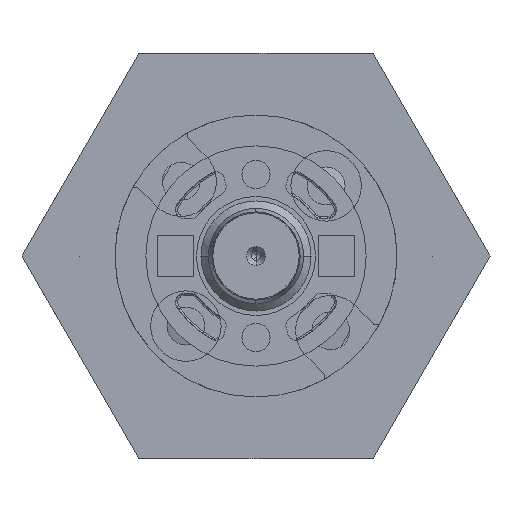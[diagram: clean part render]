
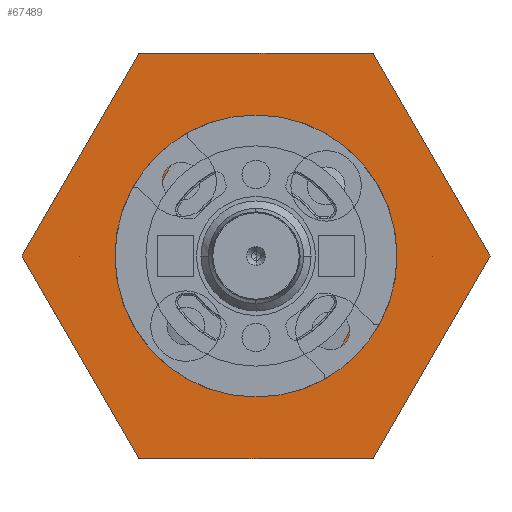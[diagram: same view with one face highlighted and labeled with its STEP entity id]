
A CAD part, left-side view. The second image highlights one B-rep face of the part: STEP entity #67489.
In plain terms, the highlighted planar face has unit normal (-1, 0, 0).
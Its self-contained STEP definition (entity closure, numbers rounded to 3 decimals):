
#57929 = DIRECTION ( 'NONE',  ( 0., 0.5, -0.866 ) ) ;
#57930 = VECTOR ( 'NONE', #57929, 1000. ) ;
#57931 = CARTESIAN_POINT ( 'NONE',  ( 0., 26.558, 0. ) ) ;
#57932 = LINE ( 'NONE', #57931, #57930 ) ;
#57933 = DIRECTION ( 'NONE',  ( 0., 1., 0. ) ) ;
#57934 = DIRECTION ( 'NONE',  ( 1., 0., 0. ) ) ;
#57935 = CARTESIAN_POINT ( 'NONE',  ( 0., 0., 0. ) ) ;
#57936 = AXIS2_PLACEMENT_3D ( 'NONE', #57935, #57934, #57933 ) ;
#57937 = CIRCLE ( 'NONE', #57936, 12.5 ) ;
#57938 = CARTESIAN_POINT ( 'NONE',  ( 0., 13.279, -23. ) ) ;
#57940 = CARTESIAN_POINT ( 'NONE',  ( 0., 26.558, 0. ) ) ;
#57951 = DIRECTION ( 'NONE',  ( 0., -1., 0. ) ) ;
#57952 = DIRECTION ( 'NONE',  ( -1., 0., 0. ) ) ;
#57953 = CARTESIAN_POINT ( 'NONE',  ( 0., 27., 0. ) ) ;
#57954 = AXIS2_PLACEMENT_3D ( 'NONE', #57953, #57952, #57951 ) ;
#57955 = PLANE ( 'NONE',  #57954 ) ;
#57956 = FACE_OUTER_BOUND ( 'NONE', #67487, .T. ) ;
#57957 = FACE_BOUND ( 'NONE', #67494, .T. ) ;
#57968 = CARTESIAN_POINT ( 'NONE',  ( 0., -13.279, -23. ) ) ;
#57969 = CARTESIAN_POINT ( 'NONE',  ( 0., -26.558, 0. ) ) ;
#57970 = DIRECTION ( 'NONE',  ( 0., -0.5, 0.866 ) ) ;
#57971 = VECTOR ( 'NONE', #57970, 1000. ) ;
#57972 = CARTESIAN_POINT ( 'NONE',  ( 0., -13.279, -23. ) ) ;
#57973 = LINE ( 'NONE', #57972, #57971 ) ;
#57994 = CARTESIAN_POINT ( 'NONE',  ( 0., 13.279, 23. ) ) ;
#57998 = DIRECTION ( 'NONE',  ( 0., -0.5, -0.866 ) ) ;
#57999 = VECTOR ( 'NONE', #57998, 1000. ) ;
#58000 = CARTESIAN_POINT ( 'NONE',  ( 0., 13.279, -23. ) ) ;
#58001 = LINE ( 'NONE', #58000, #57999 ) ;
#58002 = DIRECTION ( 'NONE',  ( 0., -1., 0. ) ) ;
#58003 = VECTOR ( 'NONE', #58002, 1000. ) ;
#58004 = CARTESIAN_POINT ( 'NONE',  ( 0., 13.279, -23. ) ) ;
#58005 = LINE ( 'NONE', #58004, #58003 ) ;
#58012 = CARTESIAN_POINT ( 'NONE',  ( 0., -13.279, 23. ) ) ;
#58020 = DIRECTION ( 'NONE',  ( 0., 0.5, 0.866 ) ) ;
#58021 = VECTOR ( 'NONE', #58020, 1000. ) ;
#58022 = CARTESIAN_POINT ( 'NONE',  ( 0., -26.558, 0. ) ) ;
#58027 = LINE ( 'NONE', #58022, #58021 ) ;
#58087 = DIRECTION ( 'NONE',  ( 0., 1., 0. ) ) ;
#58088 = VECTOR ( 'NONE', #58087, 1000. ) ;
#58089 = CARTESIAN_POINT ( 'NONE',  ( 0., 13.279, 23. ) ) ;
#58090 = LINE ( 'NONE', #58089, #58088 ) ;
#58120 = CARTESIAN_POINT ( 'NONE',  ( 0., 12.5, 0. ) ) ;
#58147 = CARTESIAN_POINT ( 'NONE',  ( 0., -12.5, 0. ) ) ;
#58148 = DIRECTION ( 'NONE',  ( 0., 1., 0. ) ) ;
#58149 = DIRECTION ( 'NONE',  ( 1., 0., 0. ) ) ;
#58150 = CARTESIAN_POINT ( 'NONE',  ( 0., 0., 0. ) ) ;
#58151 = AXIS2_PLACEMENT_3D ( 'NONE', #58150, #58149, #58148 ) ;
#58152 = CIRCLE ( 'NONE', #58151, 12.5 ) ;
#67487 = EDGE_LOOP ( 'NONE', ( #67531, #67526, #67541, #67505, #67502, #67546 ) ) ;
#67489 = ADVANCED_FACE ( 'NONE', ( #57957, #57956 ), #57955, .T. ) ;
#67493 = VERTEX_POINT ( 'NONE', #57940 ) ;
#67494 = EDGE_LOOP ( 'NONE', ( #67498, #67503 ) ) ;
#67498 = ORIENTED_EDGE ( 'NONE', *, *, #67596, .T. ) ;
#67500 = VERTEX_POINT ( 'NONE', #57938 ) ;
#67501 = EDGE_CURVE ( 'NONE', #67597, #67587, #57937, .T. ) ;
#67502 = ORIENTED_EDGE ( 'NONE', *, *, #67547, .T. ) ;
#67503 = ORIENTED_EDGE ( 'NONE', *, *, #67501, .T. ) ;
#67504 = EDGE_CURVE ( 'NONE', #67514, #67493, #57932, .T. ) ;
#67505 = ORIENTED_EDGE ( 'NONE', *, *, #67504, .T. ) ;
#67514 = VERTEX_POINT ( 'NONE', #57994 ) ;
#67525 = EDGE_CURVE ( 'NONE', #67528, #67527, #57973, .T. ) ;
#67526 = ORIENTED_EDGE ( 'NONE', *, *, #67538, .T. ) ;
#67527 = VERTEX_POINT ( 'NONE', #57969 ) ;
#67528 = VERTEX_POINT ( 'NONE', #57968 ) ;
#67531 = ORIENTED_EDGE ( 'NONE', *, *, #67525, .T. ) ;
#67538 = EDGE_CURVE ( 'NONE', #67527, #67540, #58027, .T. ) ;
#67540 = VERTEX_POINT ( 'NONE', #58012 ) ;
#67541 = ORIENTED_EDGE ( 'NONE', *, *, #67567, .T. ) ;
#67545 = EDGE_CURVE ( 'NONE', #67500, #67528, #58005, .T. ) ;
#67546 = ORIENTED_EDGE ( 'NONE', *, *, #67545, .T. ) ;
#67547 = EDGE_CURVE ( 'NONE', #67493, #67500, #58001, .T. ) ;
#67567 = EDGE_CURVE ( 'NONE', #67540, #67514, #58090, .T. ) ;
#67587 = VERTEX_POINT ( 'NONE', #58120 ) ;
#67596 = EDGE_CURVE ( 'NONE', #67587, #67597, #58152, .T. ) ;
#67597 = VERTEX_POINT ( 'NONE', #58147 ) ;
